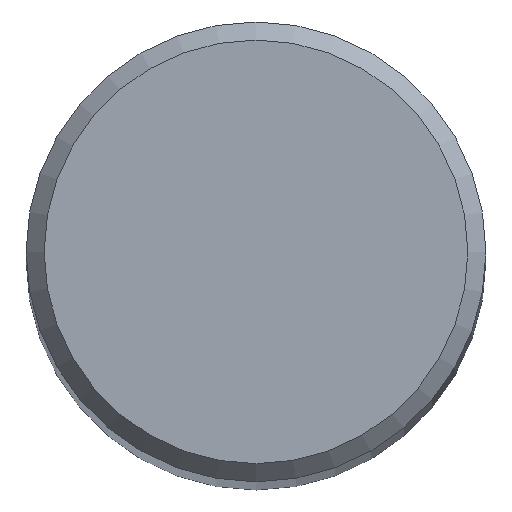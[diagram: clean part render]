
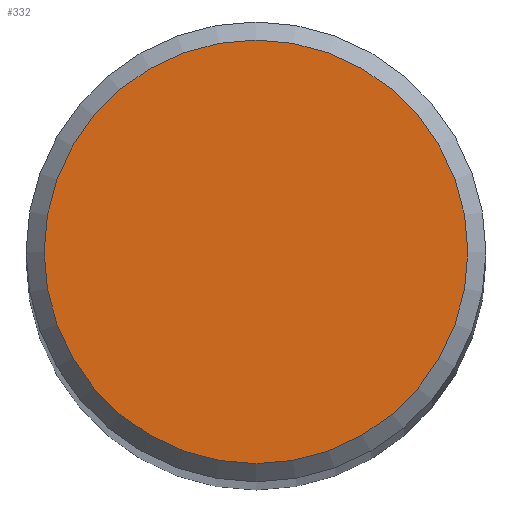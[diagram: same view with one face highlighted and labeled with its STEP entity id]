
A CAD part, top view. The second image highlights one B-rep face of the part: STEP entity #332.
In plain terms, the highlighted planar face has unit normal (0, 0, 1).
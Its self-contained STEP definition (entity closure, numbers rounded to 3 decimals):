
#194=PLANE('',#1649);
#220=FACE_OUTER_BOUND('',#539,.T.);
#332=ADVANCED_FACE('CU_1149_SU_3',(#220),#194,.F.);
#539=EDGE_LOOP('',(#665));
#665=ORIENTED_EDGE('',*,*,#1266,.T.);
#1119=VERTEX_POINT('',#2390);
#1266=EDGE_CURVE('',#1119,#1119,#1494,.T.);
#1494=CIRCLE('',#1647,11.7);
#1647=AXIS2_PLACEMENT_3D('',#2389,#1884,#1885);
#1649=AXIS2_PLACEMENT_3D('',#2392,#1888,#1889);
#1884=DIRECTION('',(0.,0.,1.));
#1885=DIRECTION('',(1.,0.,0.));
#1888=DIRECTION('',(0.,0.,-1.));
#1889=DIRECTION('',(-1.,0.,0.));
#2389=CARTESIAN_POINT('',(0.,0.,0.));
#2390=CARTESIAN_POINT('',(11.7,0.,0.));
#2392=CARTESIAN_POINT('',(-11.7,0.,0.));
